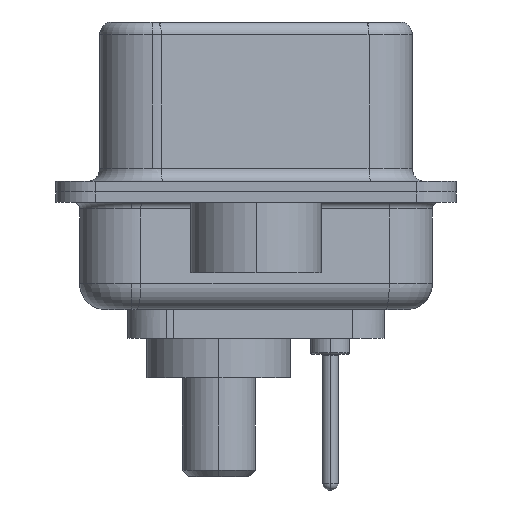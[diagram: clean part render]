
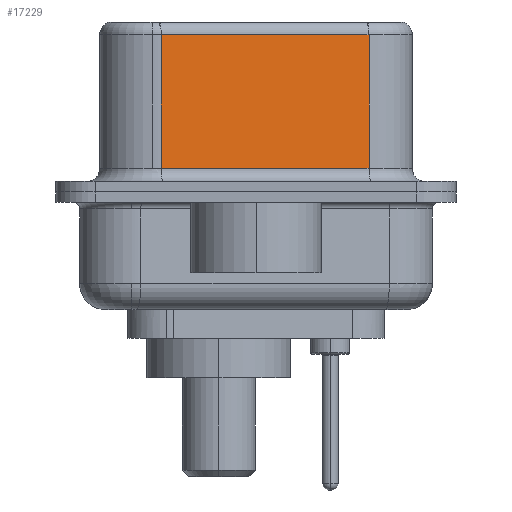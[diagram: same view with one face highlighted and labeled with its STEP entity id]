
A CAD part, left-side view. The second image highlights one B-rep face of the part: STEP entity #17229.
In plain terms, the highlighted planar face has unit normal (-0.985, -0.174, 0).
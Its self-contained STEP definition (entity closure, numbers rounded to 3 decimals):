
#916 = CARTESIAN_POINT ( 'NONE',  ( 5.132, -4.322, 6.52 ) ) ;
#986 = DIRECTION ( 'NONE',  ( -0.174, 0.985, 0. ) ) ;
#2439 = ORIENTED_EDGE ( 'NONE', *, *, #19909, .F. ) ;
#2461 = CARTESIAN_POINT ( 'NONE',  ( 5.132, -4.322, 0.9 ) ) ;
#2752 = CARTESIAN_POINT ( 'NONE',  ( 5.132, -4.322, 6.02 ) ) ;
#3339 = DIRECTION ( 'NONE',  ( 0.174, -0.985, 0. ) ) ;
#3717 = CARTESIAN_POINT ( 'NONE',  ( 5.132, -4.322, 0.9 ) ) ;
#3908 = DIRECTION ( 'NONE',  ( 0., 0., -1. ) ) ;
#4013 = EDGE_LOOP ( 'NONE', ( #2439, #6998, #5854, #9942 ) ) ;
#5671 = CARTESIAN_POINT ( 'NONE',  ( 3.73, 3.628, 6.02 ) ) ;
#5854 = ORIENTED_EDGE ( 'NONE', *, *, #16658, .T. ) ;
#5925 = PLANE ( 'NONE',  #18982 ) ;
#6103 = VECTOR ( 'NONE', #3908, 1000. ) ;
#6643 = LINE ( 'NONE', #8945, #6103 ) ;
#6861 = EDGE_CURVE ( 'NONE', #11250, #17721, #16376, .T. ) ;
#6998 = ORIENTED_EDGE ( 'NONE', *, *, #21094, .T. ) ;
#8068 = VERTEX_POINT ( 'NONE', #5671 ) ;
#8206 = VERTEX_POINT ( 'NONE', #2752 ) ;
#8488 = CARTESIAN_POINT ( 'NONE',  ( 5.132, -4.322, 6.02 ) ) ;
#8565 = VECTOR ( 'NONE', #21173, 1000. ) ;
#8945 = CARTESIAN_POINT ( 'NONE',  ( 3.73, 3.628, 6.52 ) ) ;
#9942 = ORIENTED_EDGE ( 'NONE', *, *, #6861, .T. ) ;
#9991 = CARTESIAN_POINT ( 'NONE',  ( 5.132, -4.322, 6.52 ) ) ;
#10214 = DIRECTION ( 'NONE',  ( -0.174, 0.985, 0. ) ) ;
#11074 = DIRECTION ( 'NONE',  ( 0.985, 0.174, 0. ) ) ;
#11077 = VECTOR ( 'NONE', #3339, 1000. ) ;
#11250 = VERTEX_POINT ( 'NONE', #18290 ) ;
#12001 = VECTOR ( 'NONE', #10214, 1000. ) ;
#13586 = LINE ( 'NONE', #9991, #8565 ) ;
#16376 = LINE ( 'NONE', #3717, #11077 ) ;
#16658 = EDGE_CURVE ( 'NONE', #8068, #11250, #6643, .T. ) ;
#17229 = ADVANCED_FACE ( 'NONE', ( #19284 ), #5925, .F. ) ;
#17721 = VERTEX_POINT ( 'NONE', #2461 ) ;
#18290 = CARTESIAN_POINT ( 'NONE',  ( 3.73, 3.628, 0.9 ) ) ;
#18982 = AXIS2_PLACEMENT_3D ( 'NONE', #916, #11074, #986 ) ;
#19284 = FACE_OUTER_BOUND ( 'NONE', #4013, .T. ) ;
#19400 = LINE ( 'NONE', #8488, #12001 ) ;
#19909 = EDGE_CURVE ( 'NONE', #8206, #17721, #13586, .T. ) ;
#21094 = EDGE_CURVE ( 'NONE', #8206, #8068, #19400, .T. ) ;
#21173 = DIRECTION ( 'NONE',  ( 0., 0., -1. ) ) ;
